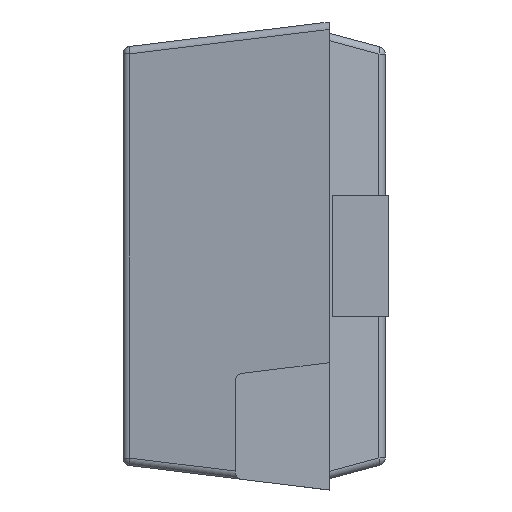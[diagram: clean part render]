
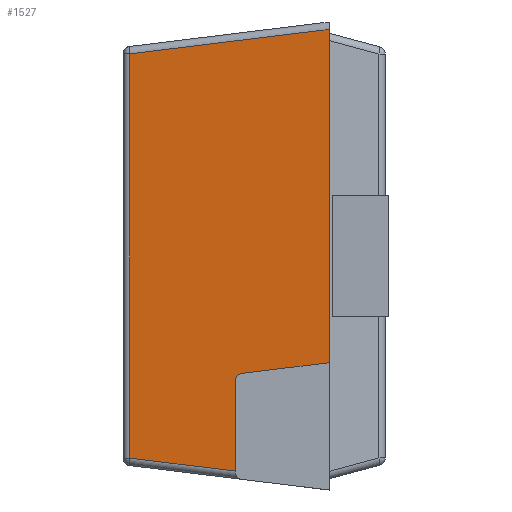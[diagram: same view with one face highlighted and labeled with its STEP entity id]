
A CAD part, left-side view. The second image highlights one B-rep face of the part: STEP entity #1527.
In plain terms, the highlighted planar face has unit normal (-0.993, 0.122, 0).
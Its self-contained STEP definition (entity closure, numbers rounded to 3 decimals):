
#43 = CARTESIAN_POINT ( 'NONE',  ( 0.179, 1.27, 2.537 ) ) ;
#141 = VERTEX_POINT ( 'NONE', #3507 ) ;
#252 = LINE ( 'NONE', #3748, #3298 ) ;
#397 = CARTESIAN_POINT ( 'NONE',  ( 0.179, 1.27, 2.537 ) ) ;
#439 = EDGE_CURVE ( 'NONE', #1102, #1926, #1227, .T. ) ;
#606 = AXIS2_PLACEMENT_3D ( 'NONE', #43, #2615, #3930 ) ;
#692 = VERTEX_POINT ( 'NONE', #2824 ) ;
#831 = ORIENTED_EDGE ( 'NONE', *, *, #439, .T. ) ;
#849 = VERTEX_POINT ( 'NONE', #1681 ) ;
#867 = CARTESIAN_POINT ( 'NONE',  ( 0.197, 1.417, 1.325 ) ) ;
#1102 = VERTEX_POINT ( 'NONE', #3833 ) ;
#1157 = VECTOR ( 'NONE', #1949, 1000. ) ;
#1227 = LINE ( 'NONE', #2152, #4065 ) ;
#1288 = VECTOR ( 'NONE', #2249, 1000. ) ;
#1377 = PLANE ( 'NONE',  #606 ) ;
#1527 = ADVANCED_FACE ( 'NONE', ( #3561 ), #1377, .T. ) ;
#1552 = CARTESIAN_POINT ( 'NONE',  ( 0.207, 1.502, 1.599 ) ) ;
#1602 = DIRECTION ( 'NONE',  ( 0.121, 0.985, -0.121 ) ) ;
#1634 = VECTOR ( 'NONE', #1671, 1000. ) ;
#1646 = EDGE_CURVE ( 'NONE', #2617, #3420, #252, .T. ) ;
#1671 = DIRECTION ( 'NONE',  ( 0., 0., 1. ) ) ;
#1681 = CARTESIAN_POINT ( 'NONE',  ( 0.209, 1.52, 1.579 ) ) ;
#1926 = VERTEX_POINT ( 'NONE', #2186 ) ;
#1949 = DIRECTION ( 'NONE',  ( 0., 0., 1. ) ) ;
#1958 = EDGE_CURVE ( 'NONE', #849, #2617, #3207, .T. ) ;
#2152 = CARTESIAN_POINT ( 'NONE',  ( 0.178, 1.268, 2.518 ) ) ;
#2186 = CARTESIAN_POINT ( 'NONE',  ( 0.244, 1.802, 2.452 ) ) ;
#2249 = DIRECTION ( 'NONE',  ( -0.121, -0.985, -0.121 ) ) ;
#2270 = DIRECTION ( 'NONE',  ( 0., 0., -1. ) ) ;
#2298 = ORIENTED_EDGE ( 'NONE', *, *, #1958, .T. ) ;
#2326 = CARTESIAN_POINT ( 'NONE',  ( 0.209, 1.52, 1.318 ) ) ;
#2336 = LINE ( 'NONE', #397, #1634 ) ;
#2497 = CARTESIAN_POINT ( 'NONE',  ( 0.209, 1.513, 1.598 ) ) ;
#2615 = DIRECTION ( 'NONE',  ( -0.993, 0.122, 0. ) ) ;
#2617 = VERTEX_POINT ( 'NONE', #3767 ) ;
#2669 = ORIENTED_EDGE ( 'NONE', *, *, #4062, .T. ) ;
#2752 = EDGE_CURVE ( 'NONE', #141, #849, #3335, .T. ) ;
#2813 = EDGE_LOOP ( 'NONE', ( #3104, #3224, #3617, #2298, #3672, #2669, #831 ) ) ;
#2824 = CARTESIAN_POINT ( 'NONE',  ( 0.244, 1.802, 1.373 ) ) ;
#2856 = CARTESIAN_POINT ( 'NONE',  ( 0.209, 1.52, 1.579 ) ) ;
#3093 = CARTESIAN_POINT ( 'NONE',  ( 0.209, 1.52, 1.59 ) ) ;
#3104 = ORIENTED_EDGE ( 'NONE', *, *, #3936, .T. ) ;
#3195 = DIRECTION ( 'NONE',  ( -0.121, -0.985, 0.121 ) ) ;
#3202 = LINE ( 'NONE', #867, #1288 ) ;
#3207 =( BOUNDED_CURVE ( )  B_SPLINE_CURVE ( 3, ( #2856, #3093, #2497, #1552 ),
 .UNSPECIFIED., .F., .F. ) 
 B_SPLINE_CURVE_WITH_KNOTS ( ( 4, 4 ),
 ( 0., 1.449 ),
 .UNSPECIFIED. ) 
 CURVE ( )  GEOMETRIC_REPRESENTATION_ITEM ( )  RATIONAL_B_SPLINE_CURVE ( ( 1., 0.833, 0.833, 1. ) ) 
 REPRESENTATION_ITEM ( '' )  );
#3224 = ORIENTED_EDGE ( 'NONE', *, *, #3799, .T. ) ;
#3298 = VECTOR ( 'NONE', #3195, 1000. ) ;
#3335 = LINE ( 'NONE', #2326, #1157 ) ;
#3420 = VERTEX_POINT ( 'NONE', #3655 ) ;
#3507 = CARTESIAN_POINT ( 'NONE',  ( 0.209, 1.52, 1.338 ) ) ;
#3521 = VECTOR ( 'NONE', #2270, 1000. ) ;
#3561 = FACE_OUTER_BOUND ( 'NONE', #2813, .T. ) ;
#3617 = ORIENTED_EDGE ( 'NONE', *, *, #2752, .T. ) ;
#3631 = CARTESIAN_POINT ( 'NONE',  ( 0.244, 1.802, 2.537 ) ) ;
#3655 = CARTESIAN_POINT ( 'NONE',  ( 0.179, 1.27, 1.627 ) ) ;
#3672 = ORIENTED_EDGE ( 'NONE', *, *, #1646, .T. ) ;
#3748 = CARTESIAN_POINT ( 'NONE',  ( 0.234, 1.719, 1.572 ) ) ;
#3767 = CARTESIAN_POINT ( 'NONE',  ( 0.207, 1.502, 1.599 ) ) ;
#3799 = EDGE_CURVE ( 'NONE', #692, #141, #3202, .T. ) ;
#3833 = CARTESIAN_POINT ( 'NONE',  ( 0.179, 1.27, 2.518 ) ) ;
#3921 = LINE ( 'NONE', #3631, #3521 ) ;
#3930 = DIRECTION ( 'NONE',  ( 0., 0., 1. ) ) ;
#3936 = EDGE_CURVE ( 'NONE', #1926, #692, #3921, .T. ) ;
#4062 = EDGE_CURVE ( 'NONE', #3420, #1102, #2336, .T. ) ;
#4065 = VECTOR ( 'NONE', #1602, 1000. ) ;
